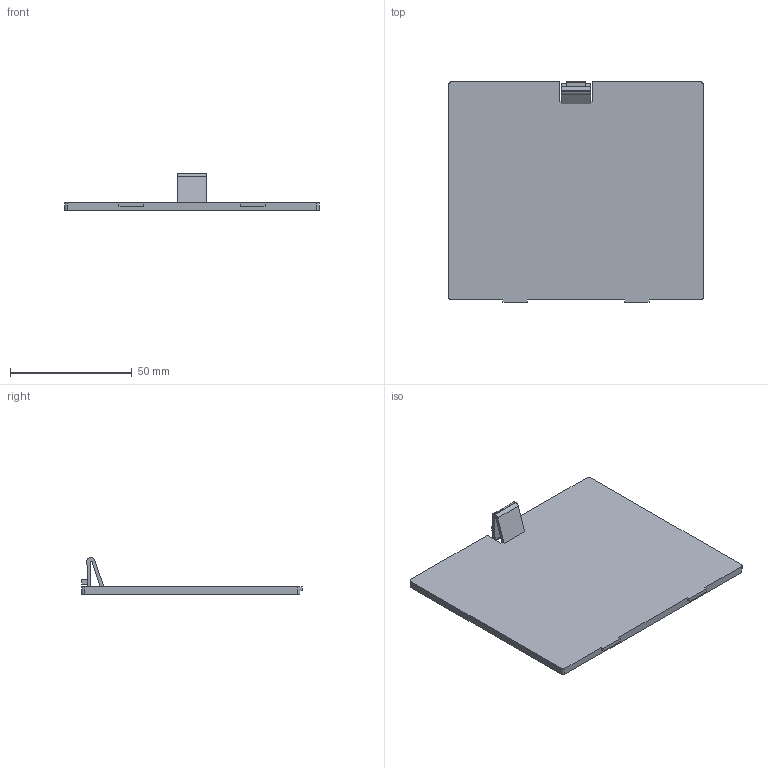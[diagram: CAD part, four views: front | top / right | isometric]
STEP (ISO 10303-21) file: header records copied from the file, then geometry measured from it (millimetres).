
FILE_DESCRIPTION (( 'STEP AP203' ), '1' );
FILE_NAME ('BACK COVER.STEP', '2020-04-06T16:12:30', ( '' ), ( '' ), 'SwSTEP 2.0', 'SolidWorks 2016', '' );
FILE_SCHEMA (( 'CONFIG_CONTROL_DESIGN' ));
Length unit declared in the file: millimetre
Products named in the file (1): BACK COVER
Bounding box: 104.5 x 90.68 x 15 mm (x, y, z)
Volume: 28281.5 mm3; surface area: 20548.3 mm2
Topology: 1 solids, 1 shells, 46 faces, 129 edges, 86 vertices
Faces by surface type: plane 31, cylinder 15
Entity records: 1560 total; most frequent: CARTESIAN_POINT 262, ORIENTED_EDGE 258, DIRECTION 253, EDGE_CURVE 129, VECTOR 99, LINE 99, VERTEX_POINT 86, AXIS2_PLACEMENT_3D 77
